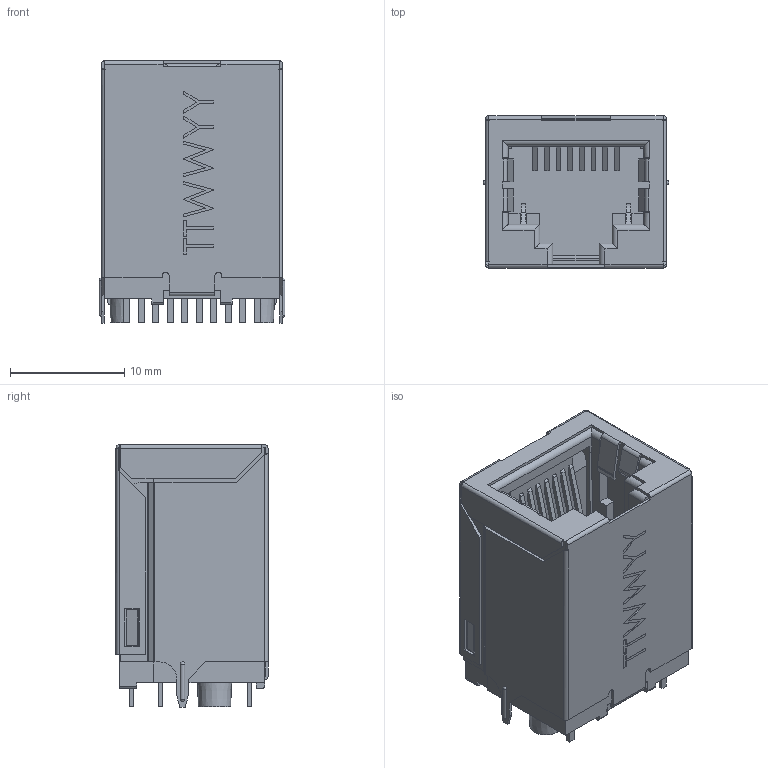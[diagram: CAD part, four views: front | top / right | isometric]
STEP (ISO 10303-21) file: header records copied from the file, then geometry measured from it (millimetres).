
FILE_DESCRIPTION (( 'STEP AP203' ), '1' );
FILE_NAME ('CUSTOMER-BB(090)A35-1.STEP', '2020-05-28T12:58:23', ( '' ), ( '' ), 'SwSTEP 2.0', 'SolidWorks 2018', '' );
FILE_SCHEMA (( 'CONFIG_CONTROL_DESIGN' ));
Length unit declared in the file: millimetre
Products named in the file (1): CUSTOMER-BB(090)A35-1
Bounding box: 16.24 x 13.3 x 22.97 mm (x, y, z)
Volume: 3056.5 mm3; surface area: 4795.4 mm2
Topology: 1 solids, 10 shells, 636 faces, 1756 edges, 1149 vertices
Faces by surface type: plane 532, cylinder 89, bspline 6, sphere 6, cone 3
Entity records: 20087 total; most frequent: CARTESIAN_POINT 3720, ORIENTED_EDGE 3492, DIRECTION 3144, EDGE_CURVE 1746, LINE 1550, VECTOR 1550, VERTEX_POINT 1145, AXIS2_PLACEMENT_3D 797
